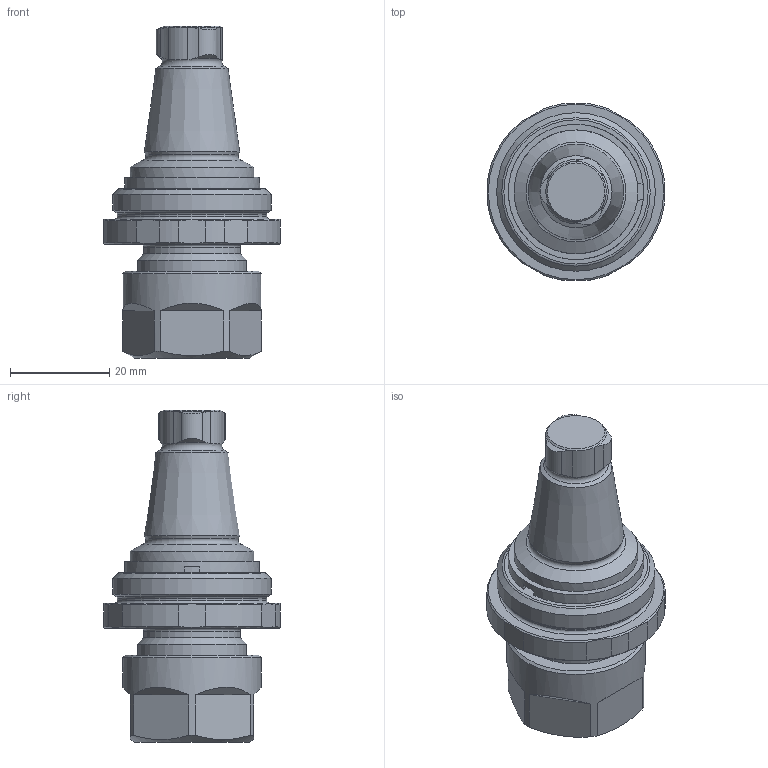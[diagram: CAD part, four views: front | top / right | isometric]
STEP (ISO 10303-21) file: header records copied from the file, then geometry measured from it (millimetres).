
FILE_DESCRIPTION(/* description */ ('Unknown'),/* implementation_level */ '2;1');
FILE_NAME(/* name */ '320020010',/* time_stamp */ '2020-07-10T11:29:59+02:00',/* author */ ('WTO KS'),/* organization */ ('WTO'),/* preprocessor_version */ 'ST-DEVELOPER v16.7',/* originating_system */ 'DEX',/* authorisation */ $);
FILE_SCHEMA (('AUTOMOTIVE_DESIGN {1 0 10303 214 3 1 1}'));
Length unit declared in the file: millimetre
Products named in the file (1): 090288_320020010_vereinfacht_STP_00415529
Bounding box: 35.6 x 35.6 x 67 mm (x, y, z)
Volume: 23995.6 mm3; surface area: 9175.1 mm2
Topology: 1 solids, 1 shells, 93 faces, 241 edges, 152 vertices
Faces by surface type: plane 35, cylinder 31, cone 20, torus 7
Full cylindrical faces by diameter (mm): 11 x1, 12.8 x1, 19.5 x1, 22 x1, 22.8 x1, 23 x1, 25 x1, 27.3 x1, 28 x1, 30.1 x1, 32 x1
Entity records: 2660 total; most frequent: CARTESIAN_POINT 601, DIRECTION 418, ORIENTED_EDGE 390, EDGE_CURVE 195, AXIS2_PLACEMENT_3D 177, VERTEX_POINT 138, EDGE_LOOP 131, FACE_BOUND 131
